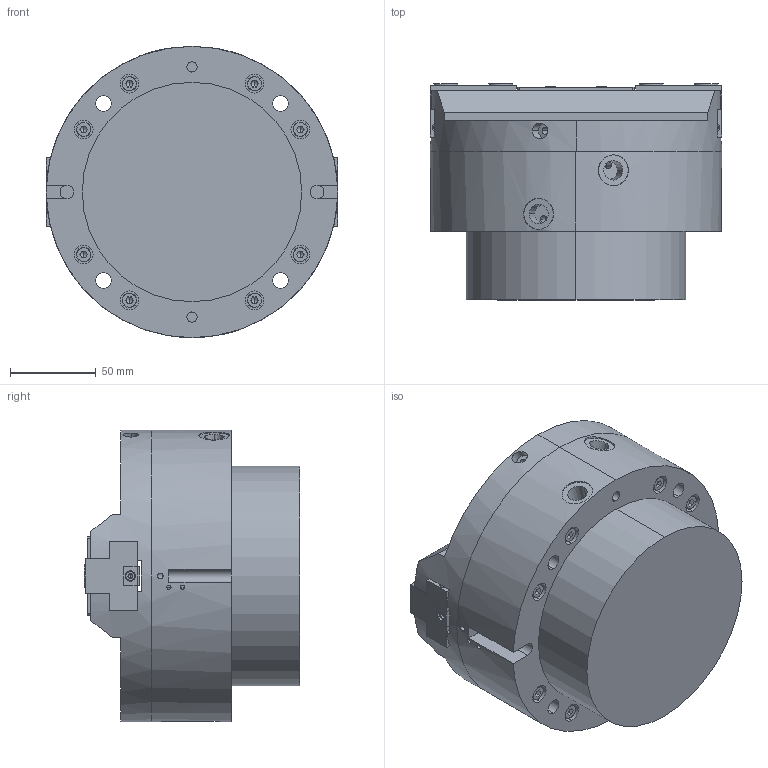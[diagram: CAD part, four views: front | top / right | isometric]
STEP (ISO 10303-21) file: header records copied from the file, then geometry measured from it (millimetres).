
FILE_DESCRIPTION (( 'STEP AP214' ), '1' );
FILE_NAME ('2PG2 160AS.STEP', '2012-02-28T08:59:06', ( 'xw4600' ), ( '' ), 'SwSTEP 2.0', 'SolidWorks 2010', '' );
FILE_SCHEMA (( 'AUTOMOTIVE_DESIGN' ));
Length unit declared in the file: millimetre
Products named in the file (12): 2PG2160S-01_ル遽; 2PG2160S-02_ル遽; 2PG2160S-04_ル遽; 2PG2160S-06_ル遽; 2PG2160S-07-1_ル遽; 2PG2160S-07-2_ル遽; 2PG2160S-10_ル遽; SPRING(2PG2160S)_Default; Socket Head Cap Screw(M3X40)_ISO 4762 M3 x 30 --- 30N; socket head cap screw_KS 1003 - M5 x 50 x 22-N; countersunk head screw_ISO 10642 - M3 x 10 --- 10N; 2PG2 160AS
Assembly tree (27 placements, depth 2):
  2PG2 160AS
    2PG2160S-04_ル遽  x2
    socket head cap screw_KS 1003 - M5 x 50 x 22-N  x8
    SPRING(2PG2160S)_Default  x2
    countersunk head screw_ISO 10642 - M3 x 10 --- 10N  x4
    2PG2160S-06_ル遽
    2PG2160S-10_ル遽  x4
    2PG2160S-02_ル遽
    Socket Head Cap Screw(M3X40)_ISO 4762 M3 x 30 --- 30N  x2
    2PG2160S-07-1_ル遽
    2PG2160S-01_ル遽
    2PG2160S-07-2_ル遽
Bounding box: 170 x 126 x 170 mm (x, y, z)
Volume: 1244017.5 mm3; surface area: 275025.8 mm2
Topology: 27 solids, 27 shells, 870 faces, 1970 edges, 1215 vertices
Faces by surface type: plane 411, cylinder 315, cone 76, torus 64, bspline 4
Entity records: 19109 total; most frequent: CARTESIAN_POINT 6568, DIRECTION 2553, ORIENTED_EDGE 2202, EDGE_CURVE 1101, AXIS2_PLACEMENT_3D 1005, VERTEX_POINT 714, EDGE_LOOP 605, LINE 543
